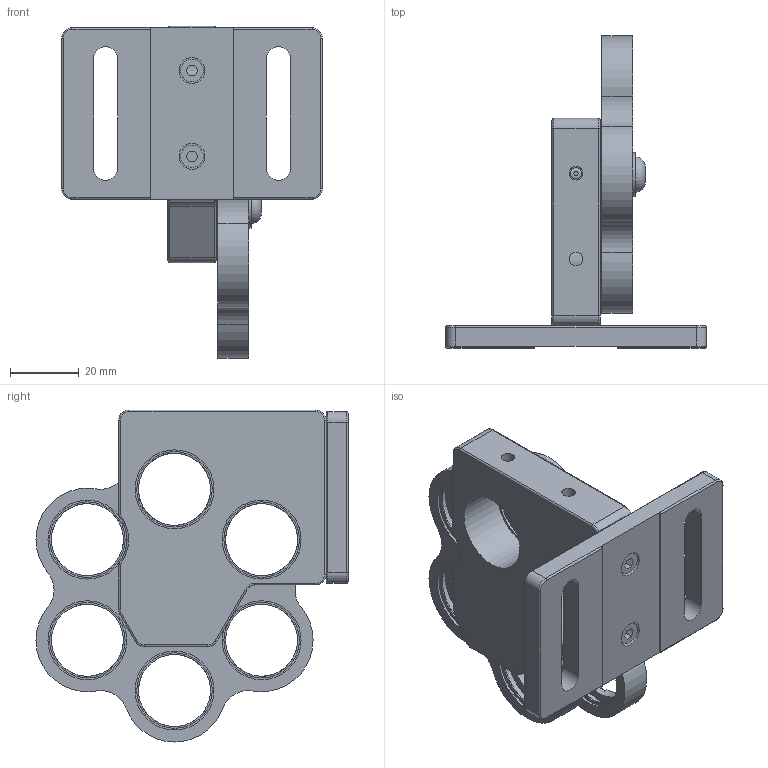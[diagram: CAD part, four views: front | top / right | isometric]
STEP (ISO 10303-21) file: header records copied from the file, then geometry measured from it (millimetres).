
FILE_DESCRIPTION (( 'STEP AP203' ), '1' );
FILE_NAME ('M-FW1-6.step', '2017-01-11T09:35:28', ( '¦K¬P' ), ( '' ), 'SwSTEP 2.0', 'SolidWorks 2012', '' );
FILE_SCHEMA (( 'CONFIG_CONTROL_DESIGN' ));
Length unit declared in the file: millimetre
Products named in the file (1): M-FW1-6
Bounding box: 76 x 91 x 96.78 mm (x, y, z)
Surface area: 36659.4 mm2 (no closed solid volume)
Topology: 0 solids, 21 shells, 247 faces, 686 edges, 477 vertices
Faces by surface type: plane 131, cylinder 90, torus 25, cone 1
Full cylindrical faces by diameter (mm): 3.3 x2, 4 x2, 6.6 x2, 7.5 x2, 12.9 x1, 21 x6, 22 x6, 23 x8, 26 x6, 32 x1
Entity records: 8383 total; most frequent: CARTESIAN_POINT 2057, DIRECTION 1337, ORIENTED_EDGE 1142, EDGE_CURVE 636, AXIS2_PLACEMENT_3D 520, VERTEX_POINT 465, EDGE_LOOP 349, VECTOR 297
